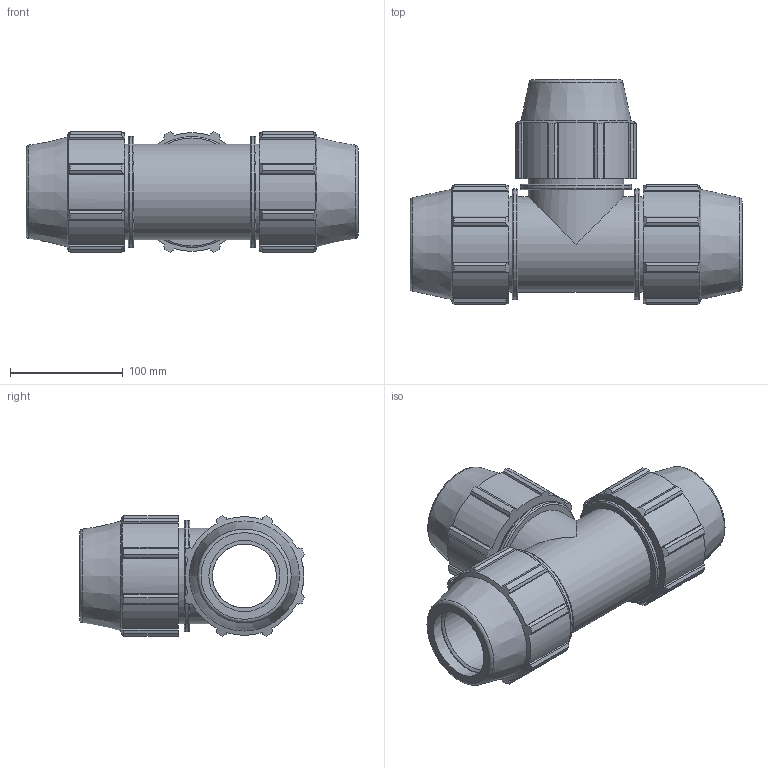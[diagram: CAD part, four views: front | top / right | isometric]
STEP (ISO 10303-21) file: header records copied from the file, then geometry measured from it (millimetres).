
FILE_DESCRIPTION(/* description */ ('PLASSON REPAIR TEE 63'),/* implementation_level */ '2;1');
FILE_NAME(/* name */ '0704P0063_1804P0063_0704P60630A.ipt.stp',/* time_stamp */ '2017-06-06T17:15:18+03:00',/* author */ ('Кирилл'),/* organization */ (''),/* preprocessor_version */ 'ST-DEVELOPER v15.6',/* originating_system */ 'Autodesk Inventor 2015',/* authorisation */ '');
FILE_SCHEMA (('AUTOMOTIVE_DESIGN { 1 0 10303 214 3 1 1 }'));
Length unit declared in the file: millimetre
Products named in the file (1): 0704P0063_1804P0063_0704P60630A
Bounding box: 294 x 199.16 x 106.32 mm (x, y, z)
Volume: 1625488.2 mm3; surface area: 233801.9 mm2
Topology: 1 solids, 1 shells, 221 faces, 614 edges, 404 vertices
Faces by surface type: plane 121, cylinder 63, cone 28, torus 9
Full cylindrical faces by diameter (mm): 56.7 x2, 63 x3, 84.75 x5, 98.31 x3
Entity records: 6961 total; most frequent: CARTESIAN_POINT 1356, ORIENTED_EDGE 1128, DIRECTION 1098, EDGE_CURVE 564, AXIS2_PLACEMENT_3D 396, VERTEX_POINT 390, LINE 306, VECTOR 306
